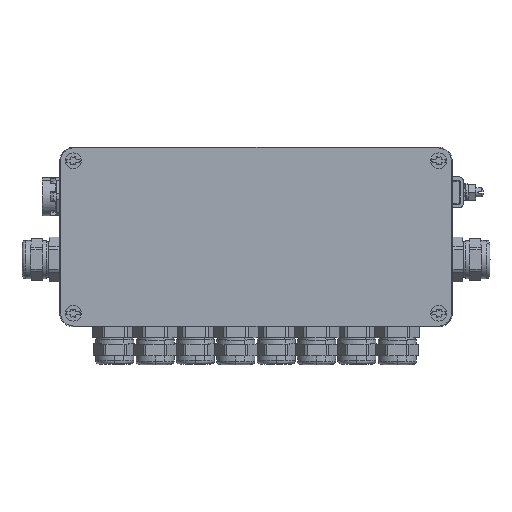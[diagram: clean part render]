
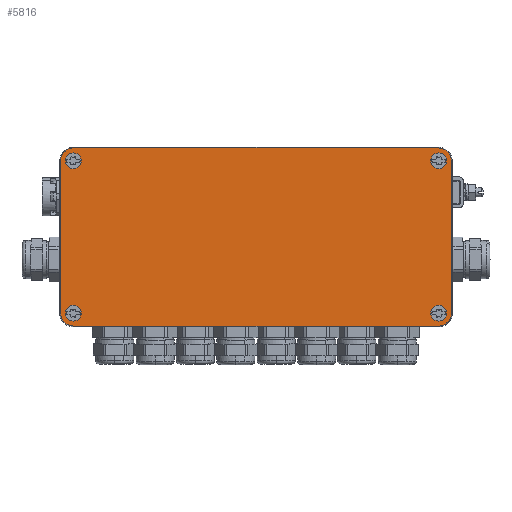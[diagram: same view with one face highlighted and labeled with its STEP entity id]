
A CAD part, top view. The second image highlights one B-rep face of the part: STEP entity #5816.
In plain terms, the highlighted planar face has unit normal (0, 0, 1).
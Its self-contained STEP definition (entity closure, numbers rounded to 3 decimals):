
#5732=AXIS2_PLACEMENT_3D('Plane Axis2P3D',#5729,#5730,#5731) ;
#5746=AXIS2_PLACEMENT_3D('Circle Axis2P3D',#5744,#5745,$) ;
#5755=AXIS2_PLACEMENT_3D('Circle Axis2P3D',#5753,#5754,$) ;
#5764=AXIS2_PLACEMENT_3D('Circle Axis2P3D',#5762,#5763,$) ;
#5773=AXIS2_PLACEMENT_3D('Circle Axis2P3D',#5771,#5772,$) ;
#5782=AXIS2_PLACEMENT_3D('Circle Axis2P3D',#5780,#5781,$) ;
#5791=AXIS2_PLACEMENT_3D('Circle Axis2P3D',#5789,#5790,$) ;
#5800=AXIS2_PLACEMENT_3D('Circle Axis2P3D',#5798,#5799,$) ;
#5809=AXIS2_PLACEMENT_3D('Circle Axis2P3D',#5807,#5808,$) ;
#5038=CARTESIAN_POINT('Control Point',(17.137,90.649,57.)) ;
#5039=CARTESIAN_POINT('Control Point',(17.137,92.534,57.)) ;
#5040=CARTESIAN_POINT('Control Point',(17.875,94.42,57.)) ;
#5041=CARTESIAN_POINT('Control Point',(19.365,95.911,57.)) ;
#5042=CARTESIAN_POINT('Control Point',(21.251,96.648,57.)) ;
#5043=CARTESIAN_POINT('Control Point',(23.136,96.648,57.)) ;
#5044=CARTESIAN_POINT('Vertex',(17.137,90.649,57.)) ;
#5046=CARTESIAN_POINT('Vertex',(23.136,96.648,57.)) ;
#5072=CARTESIAN_POINT('Line Origine',(104.375,96.648,57.)) ;
#5076=CARTESIAN_POINT('Vertex',(185.614,96.648,57.)) ;
#5098=CARTESIAN_POINT('Control Point',(185.614,96.648,57.)) ;
#5099=CARTESIAN_POINT('Control Point',(187.499,96.648,57.)) ;
#5100=CARTESIAN_POINT('Control Point',(189.386,95.911,57.)) ;
#5101=CARTESIAN_POINT('Control Point',(190.876,94.42,57.)) ;
#5102=CARTESIAN_POINT('Control Point',(191.613,92.534,57.)) ;
#5103=CARTESIAN_POINT('Control Point',(191.613,90.649,57.)) ;
#5104=CARTESIAN_POINT('Vertex',(191.613,90.649,57.)) ;
#5125=CARTESIAN_POINT('Line Origine',(191.613,56.91,57.)) ;
#5129=CARTESIAN_POINT('Vertex',(191.613,23.171,57.)) ;
#5150=CARTESIAN_POINT('Control Point',(191.613,23.171,57.)) ;
#5151=CARTESIAN_POINT('Control Point',(191.613,21.286,57.)) ;
#5152=CARTESIAN_POINT('Control Point',(190.876,19.4,57.)) ;
#5153=CARTESIAN_POINT('Control Point',(189.386,17.91,57.)) ;
#5154=CARTESIAN_POINT('Control Point',(187.499,17.172,57.)) ;
#5155=CARTESIAN_POINT('Control Point',(185.614,17.172,57.)) ;
#5156=CARTESIAN_POINT('Vertex',(185.614,17.172,57.)) ;
#5177=CARTESIAN_POINT('Line Origine',(104.375,17.172,57.)) ;
#5181=CARTESIAN_POINT('Vertex',(23.136,17.172,57.)) ;
#5203=CARTESIAN_POINT('Control Point',(23.136,17.172,57.)) ;
#5204=CARTESIAN_POINT('Control Point',(21.251,17.172,57.)) ;
#5205=CARTESIAN_POINT('Control Point',(19.365,17.91,57.)) ;
#5206=CARTESIAN_POINT('Control Point',(17.875,19.4,57.)) ;
#5207=CARTESIAN_POINT('Control Point',(17.137,21.286,57.)) ;
#5208=CARTESIAN_POINT('Control Point',(17.137,23.171,57.)) ;
#5209=CARTESIAN_POINT('Vertex',(17.137,23.171,57.)) ;
#5230=CARTESIAN_POINT('Line Origine',(17.137,56.91,57.)) ;
#5729=CARTESIAN_POINT('Axis2P3D Location',(104.375,56.91,57.)) ;
#5744=CARTESIAN_POINT('Axis2P3D Location',(22.875,90.91,57.)) ;
#5748=CARTESIAN_POINT('Vertex',(22.875,94.41,57.)) ;
#5750=CARTESIAN_POINT('Vertex',(22.875,87.41,57.)) ;
#5753=CARTESIAN_POINT('Axis2P3D Location',(22.875,90.91,57.)) ;
#5762=CARTESIAN_POINT('Axis2P3D Location',(185.875,22.91,57.)) ;
#5766=CARTESIAN_POINT('Vertex',(185.875,19.41,57.)) ;
#5768=CARTESIAN_POINT('Vertex',(185.875,26.41,57.)) ;
#5771=CARTESIAN_POINT('Axis2P3D Location',(185.875,22.91,57.)) ;
#5780=CARTESIAN_POINT('Axis2P3D Location',(185.875,90.91,57.)) ;
#5784=CARTESIAN_POINT('Vertex',(185.875,94.41,57.)) ;
#5786=CARTESIAN_POINT('Vertex',(185.875,87.41,57.)) ;
#5789=CARTESIAN_POINT('Axis2P3D Location',(185.875,90.91,57.)) ;
#5798=CARTESIAN_POINT('Axis2P3D Location',(22.875,22.91,57.)) ;
#5802=CARTESIAN_POINT('Vertex',(22.875,19.41,57.)) ;
#5804=CARTESIAN_POINT('Vertex',(22.875,26.41,57.)) ;
#5807=CARTESIAN_POINT('Axis2P3D Location',(22.875,22.91,57.)) ;
#5073=DIRECTION('Vector Direction',(1.,0.,0.)) ;
#5126=DIRECTION('Vector Direction',(0.,-1.,0.)) ;
#5178=DIRECTION('Vector Direction',(1.,0.,0.)) ;
#5231=DIRECTION('Vector Direction',(0.,1.,0.)) ;
#5730=DIRECTION('Axis2P3D Direction',(0.,0.,1.)) ;
#5731=DIRECTION('Axis2P3D XDirection',(1.,0.,0.)) ;
#5745=DIRECTION('Axis2P3D Direction',(0.,0.,1.)) ;
#5754=DIRECTION('Axis2P3D Direction',(0.,0.,1.)) ;
#5763=DIRECTION('Axis2P3D Direction',(0.,0.,1.)) ;
#5772=DIRECTION('Axis2P3D Direction',(0.,0.,1.)) ;
#5781=DIRECTION('Axis2P3D Direction',(0.,0.,1.)) ;
#5790=DIRECTION('Axis2P3D Direction',(0.,0.,1.)) ;
#5799=DIRECTION('Axis2P3D Direction',(0.,0.,1.)) ;
#5808=DIRECTION('Axis2P3D Direction',(0.,0.,1.)) ;
#5074=VECTOR('Line Direction',#5073,1.) ;
#5127=VECTOR('Line Direction',#5126,1.) ;
#5179=VECTOR('Line Direction',#5178,1.) ;
#5232=VECTOR('Line Direction',#5231,1.) ;
#5735=ORIENTED_EDGE('',*,*,#5211,.F.) ;
#5736=ORIENTED_EDGE('',*,*,#5183,.T.) ;
#5737=ORIENTED_EDGE('',*,*,#5158,.F.) ;
#5738=ORIENTED_EDGE('',*,*,#5131,.T.) ;
#5739=ORIENTED_EDGE('',*,*,#5106,.F.) ;
#5740=ORIENTED_EDGE('',*,*,#5078,.F.) ;
#5741=ORIENTED_EDGE('',*,*,#5048,.F.) ;
#5742=ORIENTED_EDGE('',*,*,#5234,.F.) ;
#5759=ORIENTED_EDGE('',*,*,#5752,.F.) ;
#5760=ORIENTED_EDGE('',*,*,#5757,.F.) ;
#5777=ORIENTED_EDGE('',*,*,#5770,.F.) ;
#5778=ORIENTED_EDGE('',*,*,#5775,.F.) ;
#5795=ORIENTED_EDGE('',*,*,#5788,.F.) ;
#5796=ORIENTED_EDGE('',*,*,#5793,.F.) ;
#5813=ORIENTED_EDGE('',*,*,#5806,.F.) ;
#5814=ORIENTED_EDGE('',*,*,#5811,.F.) ;
#5761=FACE_BOUND('',#5758,.T.) ;
#5779=FACE_BOUND('',#5776,.T.) ;
#5797=FACE_BOUND('',#5794,.T.) ;
#5815=FACE_BOUND('',#5812,.T.) ;
#5816=ADVANCED_FACE('FBCon',(#5743,#5761,#5779,#5797,#5815),#5733,.T.) ;
#5037=B_SPLINE_CURVE_WITH_KNOTS('',5,(#5038,#5039,#5040,#5041,#5042,#5043),.UNSPECIFIED.,.F.,.U.,(6,6),(0.,13.327),.UNSPECIFIED.) ;
#5097=B_SPLINE_CURVE_WITH_KNOTS('',5,(#5098,#5099,#5100,#5101,#5102,#5103),.UNSPECIFIED.,.F.,.U.,(6,6),(0.,13.327),.UNSPECIFIED.) ;
#5149=B_SPLINE_CURVE_WITH_KNOTS('',5,(#5150,#5151,#5152,#5153,#5154,#5155),.UNSPECIFIED.,.F.,.U.,(6,6),(0.,13.327),.UNSPECIFIED.) ;
#5202=B_SPLINE_CURVE_WITH_KNOTS('',5,(#5203,#5204,#5205,#5206,#5207,#5208),.UNSPECIFIED.,.F.,.U.,(6,6),(0.,13.327),.UNSPECIFIED.) ;
#5747=CIRCLE('generated circle',#5746,3.5) ;
#5756=CIRCLE('generated circle',#5755,3.5) ;
#5765=CIRCLE('generated circle',#5764,3.5) ;
#5774=CIRCLE('generated circle',#5773,3.5) ;
#5783=CIRCLE('generated circle',#5782,3.5) ;
#5792=CIRCLE('generated circle',#5791,3.5) ;
#5801=CIRCLE('generated circle',#5800,3.5) ;
#5810=CIRCLE('generated circle',#5809,3.5) ;
#5048=EDGE_CURVE('',#5045,#5047,#5037,.T.) ;
#5078=EDGE_CURVE('',#5047,#5077,#5075,.T.) ;
#5106=EDGE_CURVE('',#5077,#5105,#5097,.T.) ;
#5131=EDGE_CURVE('',#5130,#5105,#5128,.F.) ;
#5158=EDGE_CURVE('',#5130,#5157,#5149,.T.) ;
#5183=EDGE_CURVE('',#5182,#5157,#5180,.T.) ;
#5211=EDGE_CURVE('',#5182,#5210,#5202,.T.) ;
#5234=EDGE_CURVE('',#5210,#5045,#5233,.T.) ;
#5752=EDGE_CURVE('',#5749,#5751,#5747,.T.) ;
#5757=EDGE_CURVE('',#5751,#5749,#5756,.T.) ;
#5770=EDGE_CURVE('',#5767,#5769,#5765,.T.) ;
#5775=EDGE_CURVE('',#5769,#5767,#5774,.T.) ;
#5788=EDGE_CURVE('',#5785,#5787,#5783,.T.) ;
#5793=EDGE_CURVE('',#5787,#5785,#5792,.T.) ;
#5806=EDGE_CURVE('',#5803,#5805,#5801,.T.) ;
#5811=EDGE_CURVE('',#5805,#5803,#5810,.T.) ;
#5734=EDGE_LOOP('',(#5735,#5736,#5737,#5738,#5739,#5740,#5741,#5742)) ;
#5758=EDGE_LOOP('',(#5759,#5760)) ;
#5776=EDGE_LOOP('',(#5777,#5778)) ;
#5794=EDGE_LOOP('',(#5795,#5796)) ;
#5812=EDGE_LOOP('',(#5813,#5814)) ;
#5743=FACE_OUTER_BOUND('',#5734,.T.) ;
#5075=LINE('Line',#5072,#5074) ;
#5128=LINE('Line',#5125,#5127) ;
#5180=LINE('Line',#5177,#5179) ;
#5233=LINE('Line',#5230,#5232) ;
#5733=PLANE('',#5732) ;
#5045=VERTEX_POINT('',#5044) ;
#5047=VERTEX_POINT('',#5046) ;
#5077=VERTEX_POINT('',#5076) ;
#5105=VERTEX_POINT('',#5104) ;
#5130=VERTEX_POINT('',#5129) ;
#5157=VERTEX_POINT('',#5156) ;
#5182=VERTEX_POINT('',#5181) ;
#5210=VERTEX_POINT('',#5209) ;
#5749=VERTEX_POINT('',#5748) ;
#5751=VERTEX_POINT('',#5750) ;
#5767=VERTEX_POINT('',#5766) ;
#5769=VERTEX_POINT('',#5768) ;
#5785=VERTEX_POINT('',#5784) ;
#5787=VERTEX_POINT('',#5786) ;
#5803=VERTEX_POINT('',#5802) ;
#5805=VERTEX_POINT('',#5804) ;
